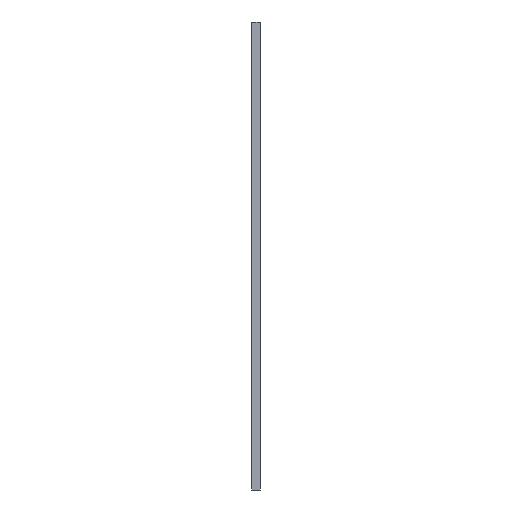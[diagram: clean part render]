
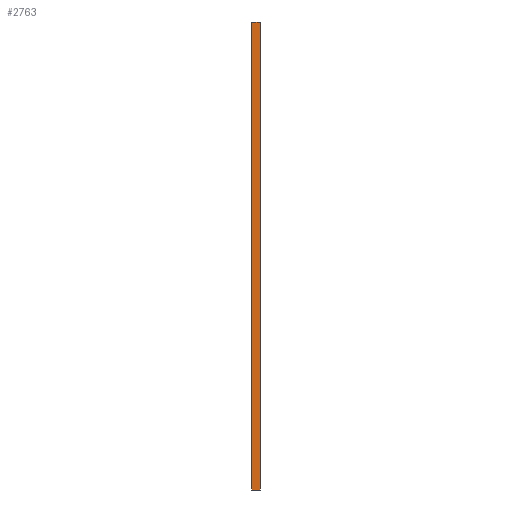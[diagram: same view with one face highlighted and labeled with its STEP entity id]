
A CAD part, left-side view. The second image highlights one B-rep face of the part: STEP entity #2763.
In plain terms, the highlighted planar face has unit normal (-1, 0, 0).
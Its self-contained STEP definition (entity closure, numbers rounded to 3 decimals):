
#22 = DIRECTION ( 'NONE',  ( -1., 0., 0. ) ) ;
#67 = DIRECTION ( 'NONE',  ( 0., 0., 1. ) ) ;
#168 = EDGE_CURVE ( 'NONE', #2122, #399, #686, .T. ) ;
#171 = VECTOR ( 'NONE', #202, 1000. ) ;
#201 = EDGE_CURVE ( 'NONE', #1023, #399, #2467, .T. ) ;
#202 = DIRECTION ( 'NONE',  ( 0., -1., 0. ) ) ;
#291 = VECTOR ( 'NONE', #2250, 1000. ) ;
#358 = ORIENTED_EDGE ( 'NONE', *, *, #1661, .T. ) ;
#399 = VERTEX_POINT ( 'NONE', #2411 ) ;
#535 = CARTESIAN_POINT ( 'NONE',  ( 0., 3.5, 0. ) ) ;
#574 = ORIENTED_EDGE ( 'NONE', *, *, #2656, .F. ) ;
#686 = LINE ( 'NONE', #2008, #2696 ) ;
#955 = FACE_OUTER_BOUND ( 'NONE', #2865, .T. ) ;
#986 = CARTESIAN_POINT ( 'NONE',  ( 0., 3.5, 0. ) ) ;
#1023 = VERTEX_POINT ( 'NONE', #1781 ) ;
#1116 = VECTOR ( 'NONE', #1694, 1000. ) ;
#1177 = ORIENTED_EDGE ( 'NONE', *, *, #201, .F. ) ;
#1195 = AXIS2_PLACEMENT_3D ( 'NONE', #986, #22, #67 ) ;
#1215 = CARTESIAN_POINT ( 'NONE',  ( 0., 3.5, -190. ) ) ;
#1218 = ORIENTED_EDGE ( 'NONE', *, *, #168, .T. ) ;
#1234 = CARTESIAN_POINT ( 'NONE',  ( 0., 3.5, 0. ) ) ;
#1661 = EDGE_CURVE ( 'NONE', #2127, #2122, #2819, .T. ) ;
#1694 = DIRECTION ( 'NONE',  ( 0., 0., -1. ) ) ;
#1781 = CARTESIAN_POINT ( 'NONE',  ( 0., 0., 0. ) ) ;
#1988 = LINE ( 'NONE', #2032, #171 ) ;
#2008 = CARTESIAN_POINT ( 'NONE',  ( 0., 3.5, -190. ) ) ;
#2032 = CARTESIAN_POINT ( 'NONE',  ( 0., 3.5, 0. ) ) ;
#2037 = CARTESIAN_POINT ( 'NONE',  ( 0., 0., 0. ) ) ;
#2122 = VERTEX_POINT ( 'NONE', #1215 ) ;
#2127 = VERTEX_POINT ( 'NONE', #535 ) ;
#2231 = DIRECTION ( 'NONE',  ( 0., -1., 0. ) ) ;
#2250 = DIRECTION ( 'NONE',  ( 0., 0., -1. ) ) ;
#2411 = CARTESIAN_POINT ( 'NONE',  ( 0., 0., -190. ) ) ;
#2467 = LINE ( 'NONE', #2037, #291 ) ;
#2656 = EDGE_CURVE ( 'NONE', #2127, #1023, #1988, .T. ) ;
#2696 = VECTOR ( 'NONE', #2231, 1000. ) ;
#2742 = PLANE ( 'NONE',  #1195 ) ;
#2763 = ADVANCED_FACE ( 'NONE', ( #955 ), #2742, .T. ) ;
#2819 = LINE ( 'NONE', #1234, #1116 ) ;
#2865 = EDGE_LOOP ( 'NONE', ( #1177, #574, #358, #1218 ) ) ;
